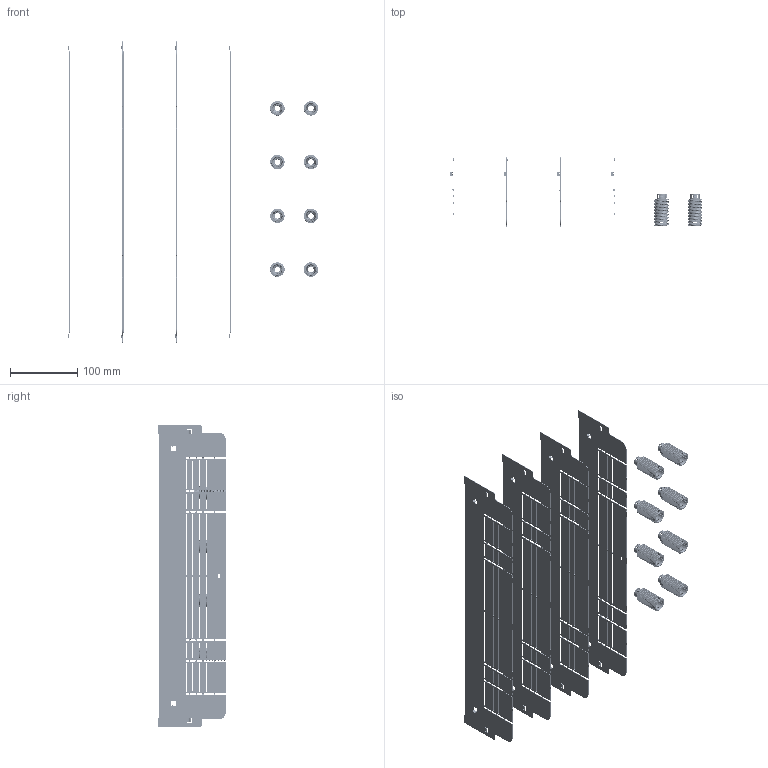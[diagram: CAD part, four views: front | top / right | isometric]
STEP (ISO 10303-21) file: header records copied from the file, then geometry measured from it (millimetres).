
FILE_DESCRIPTION (( 'STEP AP214' ), '1' );
FILE_NAME ('7410138.STEP', '2022-11-21T14:22:31', ( '' ), ( '' ), 'SwSTEP 2.0', 'SolidWorks 2020', '' );
FILE_SCHEMA (( 'AUTOMOTIVE_DESIGN' ));
Length unit declared in the file: millimetre
Products named in the file (3): 7410138; 210552_Standard; 203111_350
Assembly tree (12 placements, depth 2):
  7410138
    203111_350  x4
    210552_Standard  x8
Bounding box: 375.75 x 102.45 x 450 mm (x, y, z)
Volume: 190740 mm3; surface area: 417891.7 mm2
Topology: 12 solids, 12 shells, 5072 faces, 14864 edges, 9608 vertices
Faces by surface type: cylinder 2248, plane 1600, bspline 968, torus 120, cone 112, sphere 24
Entity records: 100316 total; most frequent: CARTESIAN_POINT 73745, ORIENTED_EDGE 6040, DIRECTION 4894, EDGE_CURVE 3020, VERTEX_POINT 1970, AXIS2_PLACEMENT_3D 1760, VECTOR 1374, LINE 1374
